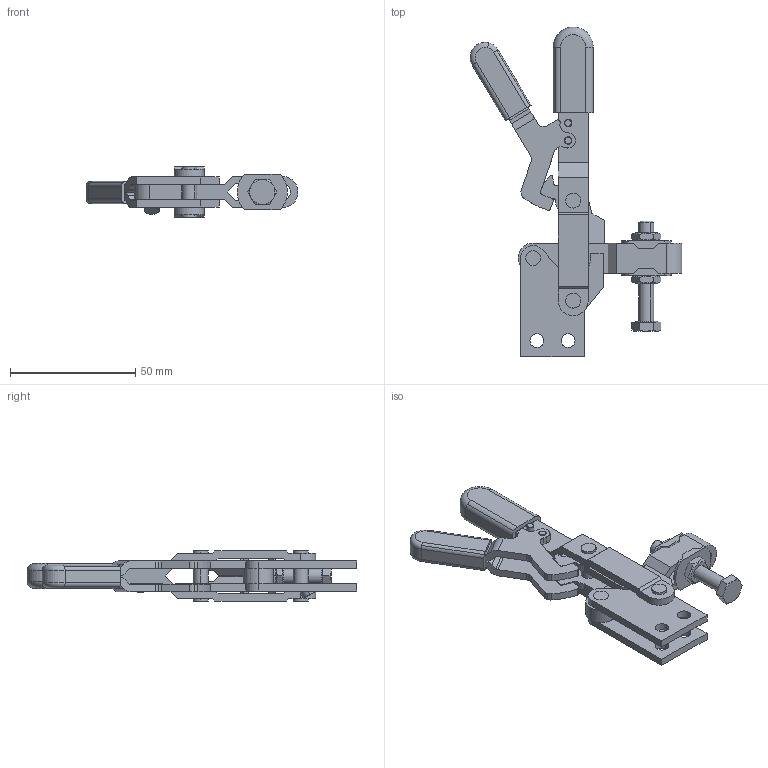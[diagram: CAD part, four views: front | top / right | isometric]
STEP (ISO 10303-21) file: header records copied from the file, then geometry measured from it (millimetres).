
FILE_DESCRIPTION((''),'2;1');
FILE_NAME('MG7U-SL.stp','2009-11-24T15:27:43',('David'),(''),'Autodesk Inventor 8','Autodesk Inventor 8','');
FILE_SCHEMA(('AUTOMOTIVE_DESIGN { 1 0 10303 214 1 1 1 1 }'));
Length unit declared in the file: millimetre
Products named in the file (8): MG7U-SL; MG7 SIDEPLATES; MG7-SL HANDLES MODEL; MG7-SL LINKS MODEL; MG7-SL LEVERS; MG7U BAR; MG7U FASTENERS; ISO 4017  (Regular Thread) M6 x 40
Assembly tree (7 placements, depth 2):
  MG7U-SL
    MG7 SIDEPLATES
    MG7-SL HANDLES MODEL
    MG7-SL LINKS MODEL
    MG7-SL LEVERS
    MG7U BAR
    MG7U FASTENERS
    ISO 4017  (Regular Thread) M6 x 40
Bounding box: 84.7 x 131.86 x 20 mm (x, y, z)
Volume: 31766.8 mm3; surface area: 26574.9 mm2
Topology: 8 solids, 8 shells, 416 faces, 1111 edges, 732 vertices
Faces by surface type: cylinder 135, plane 135, bspline 102, cone 38, torus 6
Entity records: 13864 total; most frequent: CARTESIAN_POINT 3242, ORIENTED_EDGE 2222, DIRECTION 2163, EDGE_CURVE 1111, AXIS2_PLACEMENT_3D 767, VERTEX_POINT 732, VECTOR 629, LINE 629
